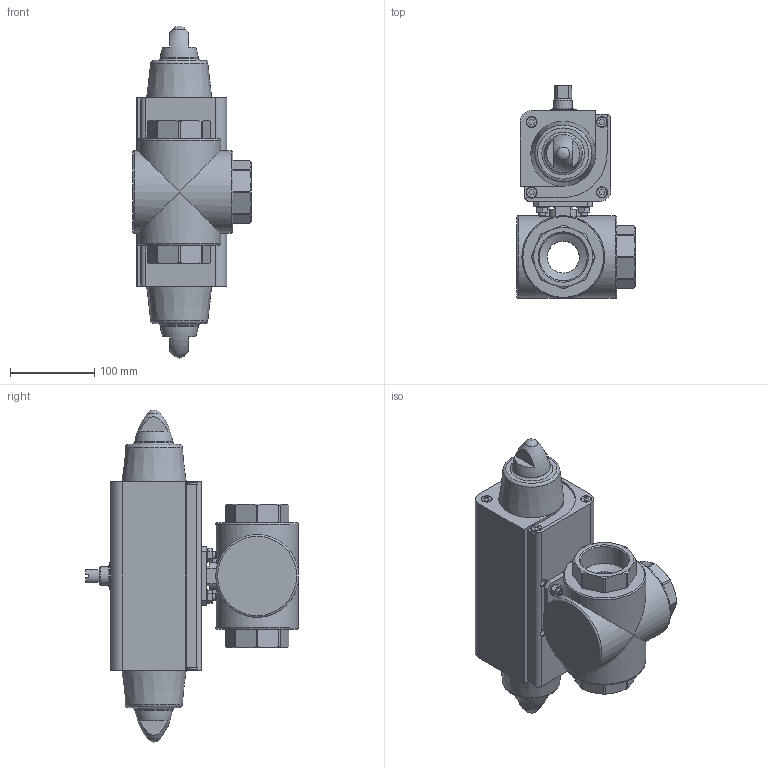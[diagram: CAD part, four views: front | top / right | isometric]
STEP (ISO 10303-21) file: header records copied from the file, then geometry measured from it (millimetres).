
FILE_DESCRIPTION(/* description */ ('STEP AP214'),/* implementation_level */ '2;1');
FILE_NAME(/* name */ '1915751_VZBA-2-GGG-63-32T-F0507-V4V4T-PS90-R-90-4-C',/* time_stamp */ '2024-09-18T00:26:20+02:00',/* author */ ('License CC BY-ND 4.0'),/* organization */ ('CADENAS'),/* preprocessor_version */ 'ST-DEVELOPER v19.3',/* originating_system */ 'PARTsolutions',/* authorisation */ ' ');
FILE_SCHEMA (('AUTOMOTIVE_DESIGN {1 0 10303 214 3 1 1}'));
Length unit declared in the file: millimetre
Products named in the file (8): 1915751 VZBA-2"-GGG-63-32T-F0507-V4V4T-PS90-R-90-4-C; 1692230 VZBA-2"-GGG-63-32T-F0507-V4V4T; 8082124 DARQ-R-A-S22-S14-22; 533442 DAPS-0090-090-RS4-F0710---(1); 533442 DAPS-0090-090-RS4-F0710---(2); 690068 S 8 A2; DIN 934 - M8(F); DIN-913 - M8x30
Assembly tree (16 placements, depth 2):
  1915751 VZBA-2"-GGG-63-32T-F0507-V4V4T-PS90-R-90-4-C
    1692230 VZBA-2"-GGG-63-32T-F0507-V4V4T
    8082124 DARQ-R-A-S22-S14-22
    533442 DAPS-0090-090-RS4-F0710---(1)
    533442 DAPS-0090-090-RS4-F0710---(2)
    690068 S 8 A2  x4
    DIN 934 - M8(F)  x4
    DIN-913 - M8x30  x4
Bounding box: 140.3 x 252.5 x 393.7 mm (x, y, z)
Volume: 4074613.8 mm3; surface area: 309600.8 mm2
Topology: 16 solids, 16 shells, 604 faces, 1494 edges, 937 vertices
Faces by surface type: plane 308, cylinder 142, cone 132, torus 20, sphere 2
Full cylindrical faces by diameter (mm): 4.134 x8, 4.917 x1, 6.5 x4, 6.647 x8, 8 x4, 8.376 x4, 8.4 x4, 8.5 x4, 8.566 x2, 13 x12, 22 x1, 23 x1, 25.1 x1, 31 x2, 37 x1, 38.1 x2, 44 x2, 56.656 x3, 98 x4
Entity records: 14511 total; most frequent: CARTESIAN_POINT 2758, DIRECTION 2414, ORIENTED_EDGE 2192, EDGE_CURVE 1096, AXIS2_PLACEMENT_3D 900, VERTEX_POINT 784, FACE_BOUND 708, EDGE_LOOP 689
